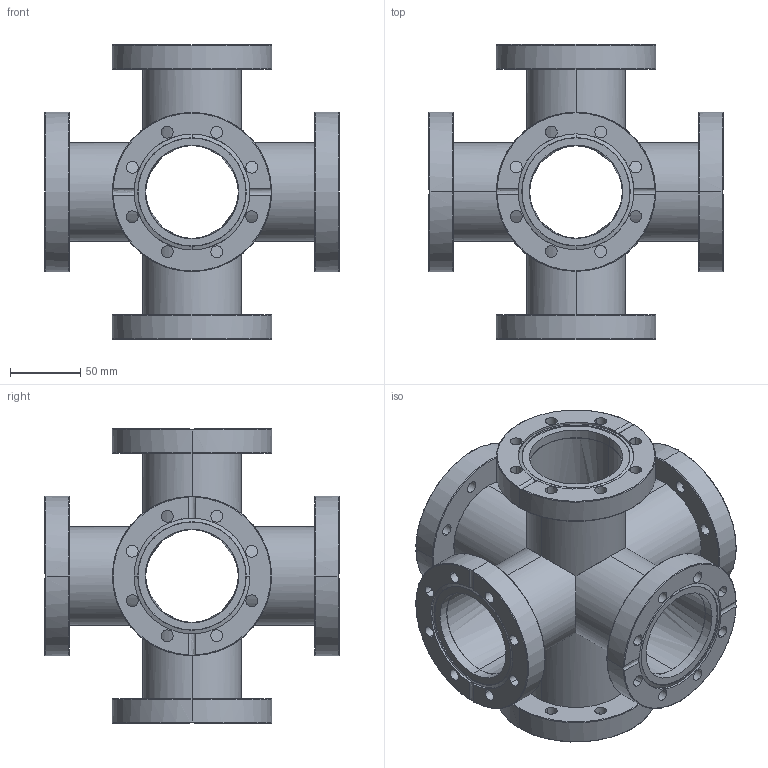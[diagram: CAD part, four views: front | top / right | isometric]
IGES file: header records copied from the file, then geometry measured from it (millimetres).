
Global section: file name: No Iges File Name specified; native system: AutoDesk Inventor R12.0; preprocessor: AutoDesk Inventor Iges Exporter R12.0; date: 20090430.152409; units: millimetre
Bounding box: 210 x 210 x 210 mm (x, y, z)
Volume: 771695.7 mm3; surface area: 355512.9 mm2
Topology: 15 solids, 15 shells, 354 faces, 920 edges, 596 vertices
Faces by surface type: bspline 135, revolution 75, plane 60, torus 42, cylinder 30, cone 12
